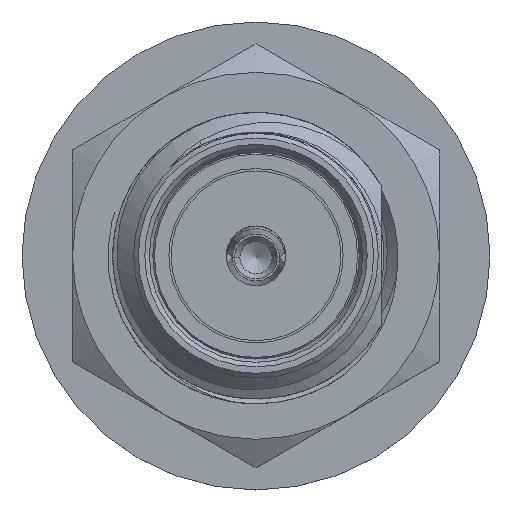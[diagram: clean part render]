
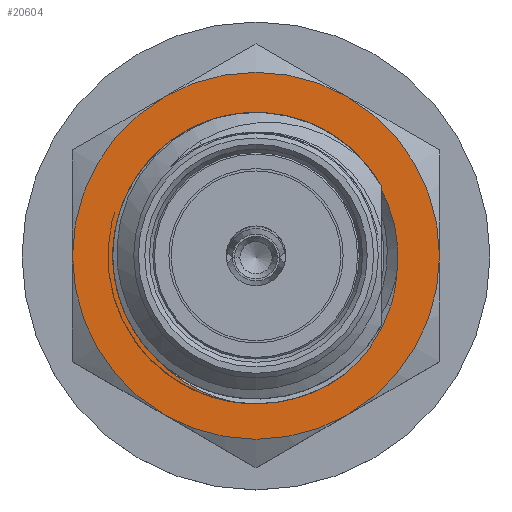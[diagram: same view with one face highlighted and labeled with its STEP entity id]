
A CAD part, top view. The second image highlights one B-rep face of the part: STEP entity #20604.
In plain terms, the highlighted planar face has unit normal (0, 0, 1).
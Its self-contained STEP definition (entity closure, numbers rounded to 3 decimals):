
#4150=B_SPLINE_CURVE_WITH_KNOTS('',3,(#56061,#56062,#56063,#56064),
 .UNSPECIFIED.,.F.,.F.,(4,4),(0.,1.),.UNSPECIFIED.);
#4151=B_SPLINE_CURVE_WITH_KNOTS('',3,(#56066,#56067,#56068,#56069),
 .UNSPECIFIED.,.F.,.F.,(4,4),(0.,1.),.UNSPECIFIED.);
#4152=B_SPLINE_CURVE_WITH_KNOTS('',3,(#56071,#56072,#56073,#56074),
 .UNSPECIFIED.,.F.,.F.,(4,4),(0.,1.),.UNSPECIFIED.);
#4153=B_SPLINE_CURVE_WITH_KNOTS('',3,(#56076,#56077,#56078,#56079),
 .UNSPECIFIED.,.F.,.F.,(4,4),(0.,1.),.UNSPECIFIED.);
#4637=PLANE('',#21429);
#10831=ORIENTED_EDGE('',*,*,#14094,.T.);
#10832=ORIENTED_EDGE('',*,*,#14095,.T.);
#10833=ORIENTED_EDGE('',*,*,#14096,.T.);
#10834=ORIENTED_EDGE('',*,*,#14091,.T.);
#10835=ORIENTED_EDGE('',*,*,#14093,.T.);
#10836=ORIENTED_EDGE('',*,*,#14063,.T.);
#10837=ORIENTED_EDGE('',*,*,#14059,.T.);
#10838=ORIENTED_EDGE('',*,*,#14056,.T.);
#10839=ORIENTED_EDGE('',*,*,#14054,.T.);
#10840=ORIENTED_EDGE('',*,*,#14050,.T.);
#10841=ORIENTED_EDGE('',*,*,#14047,.T.);
#14047=EDGE_CURVE('',#15796,#15797,#16007,.T.);
#14050=EDGE_CURVE('',#15799,#15796,#16008,.T.);
#14054=EDGE_CURVE('',#15802,#15799,#16009,.T.);
#14056=EDGE_CURVE('',#15803,#15802,#16010,.T.);
#14059=EDGE_CURVE('',#15805,#15803,#16011,.T.);
#14063=EDGE_CURVE('',#15797,#15805,#16012,.T.);
#14091=EDGE_CURVE('',#15822,#15824,#16014,.T.);
#14093=EDGE_CURVE('',#15824,#15825,#4150,.T.);
#14094=EDGE_CURVE('',#15825,#15826,#4151,.T.);
#14095=EDGE_CURVE('',#15826,#15827,#4152,.T.);
#14096=EDGE_CURVE('',#15827,#15822,#4153,.T.);
#15796=VERTEX_POINT('',#55849);
#15797=VERTEX_POINT('',#55850);
#15799=VERTEX_POINT('',#55862);
#15802=VERTEX_POINT('',#55879);
#15803=VERTEX_POINT('',#55886);
#15805=VERTEX_POINT('',#55898);
#15822=VERTEX_POINT('',#56027);
#15824=VERTEX_POINT('',#56038);
#15825=VERTEX_POINT('',#56060);
#15826=VERTEX_POINT('',#56070);
#15827=VERTEX_POINT('',#56075);
#16007=CIRCLE('',#21407,4.);
#16008=CIRCLE('',#21409,4.);
#16009=CIRCLE('',#21411,4.);
#16010=CIRCLE('',#21413,4.);
#16011=CIRCLE('',#21415,4.);
#16012=CIRCLE('',#21417,4.);
#16014=CIRCLE('',#21428,3.095);
#17531=EDGE_LOOP('',(#10831,#10832,#10833,#10834,#10835));
#17532=EDGE_LOOP('',(#10836,#10837,#10838,#10839,#10840,#10841));
#19070=FACE_BOUND('',#17531,.T.);
#19071=FACE_BOUND('',#17532,.T.);
#20604=ADVANCED_FACE('',(#19070,#19071),#4637,.T.);
#21407=AXIS2_PLACEMENT_3D('',#55848,#23134,#23135);
#21409=AXIS2_PLACEMENT_3D('',#55861,#23138,#23139);
#21411=AXIS2_PLACEMENT_3D('',#55878,#23142,#23143);
#21413=AXIS2_PLACEMENT_3D('',#55885,#23146,#23147);
#21415=AXIS2_PLACEMENT_3D('',#55897,#23150,#23151);
#21417=AXIS2_PLACEMENT_3D('',#55914,#23154,#23155);
#21428=AXIS2_PLACEMENT_3D('',#56039,#23182,#23183);
#21429=AXIS2_PLACEMENT_3D('',#56065,#23184,#23185);
#23134=DIRECTION('',(0.,0.,1.));
#23135=DIRECTION('',(-0.5,-0.866,0.));
#23138=DIRECTION('',(0.,0.,1.));
#23139=DIRECTION('',(-1.,0.,0.));
#23142=DIRECTION('',(0.,0.,1.));
#23143=DIRECTION('',(-0.5,0.866,0.));
#23146=DIRECTION('',(0.,0.,1.));
#23147=DIRECTION('',(0.5,0.866,0.));
#23150=DIRECTION('',(0.,0.,1.));
#23151=DIRECTION('',(1.,0.,0.));
#23154=DIRECTION('',(0.,0.,1.));
#23155=DIRECTION('',(0.5,-0.866,0.));
#23182=DIRECTION('',(0.,0.,-1.));
#23183=DIRECTION('',(-0.795,-0.607,0.));
#23184=DIRECTION('',(0.,0.,1.));
#23185=DIRECTION('',(0.,1.,0.));
#55848=CARTESIAN_POINT('',(0.,0.,7.665));
#55849=CARTESIAN_POINT('',(-2.,-3.464,7.665));
#55850=CARTESIAN_POINT('',(2.,-3.464,7.665));
#55861=CARTESIAN_POINT('',(0.,0.,7.665));
#55862=CARTESIAN_POINT('',(-4.,0.,7.665));
#55878=CARTESIAN_POINT('',(0.,0.,7.665));
#55879=CARTESIAN_POINT('',(-2.,3.464,7.665));
#55885=CARTESIAN_POINT('',(0.,0.,7.665));
#55886=CARTESIAN_POINT('',(2.,3.464,7.665));
#55897=CARTESIAN_POINT('',(0.,0.,7.665));
#55898=CARTESIAN_POINT('',(4.,0.,7.665));
#55914=CARTESIAN_POINT('',(0.,0.,7.665));
#56027=CARTESIAN_POINT('',(-2.46,-1.878,7.665));
#56038=CARTESIAN_POINT('',(3.072,-0.38,7.665));
#56039=CARTESIAN_POINT('',(0.,0.,7.665));
#56060=CARTESIAN_POINT('',(2.937,-1.094,7.665));
#56061=CARTESIAN_POINT('',(3.072,-0.38,7.665));
#56062=CARTESIAN_POINT('',(3.055,-0.622,7.665));
#56063=CARTESIAN_POINT('',(3.01,-0.86,7.665));
#56064=CARTESIAN_POINT('',(2.937,-1.094,7.665));
#56065=CARTESIAN_POINT('',(0.,0.,7.665));
#56066=CARTESIAN_POINT('',(2.937,-1.094,7.665));
#56067=CARTESIAN_POINT('',(2.76,-1.66,7.665));
#56068=CARTESIAN_POINT('',(2.426,-2.165,7.665));
#56069=CARTESIAN_POINT('',(1.974,-2.554,7.665));
#56070=CARTESIAN_POINT('',(1.974,-2.554,7.665));
#56071=CARTESIAN_POINT('',(1.974,-2.554,7.665));
#56072=CARTESIAN_POINT('',(1.303,-3.072,7.665));
#56073=CARTESIAN_POINT('',(0.429,-3.31,7.665));
#56074=CARTESIAN_POINT('',(-0.415,-3.201,7.665));
#56075=CARTESIAN_POINT('',(-0.415,-3.201,7.665));
#56076=CARTESIAN_POINT('',(-0.415,-3.201,7.665));
#56077=CARTESIAN_POINT('',(-1.245,-3.049,7.665));
#56078=CARTESIAN_POINT('',(-1.995,-2.561,7.665));
#56079=CARTESIAN_POINT('',(-2.46,-1.878,7.665));
